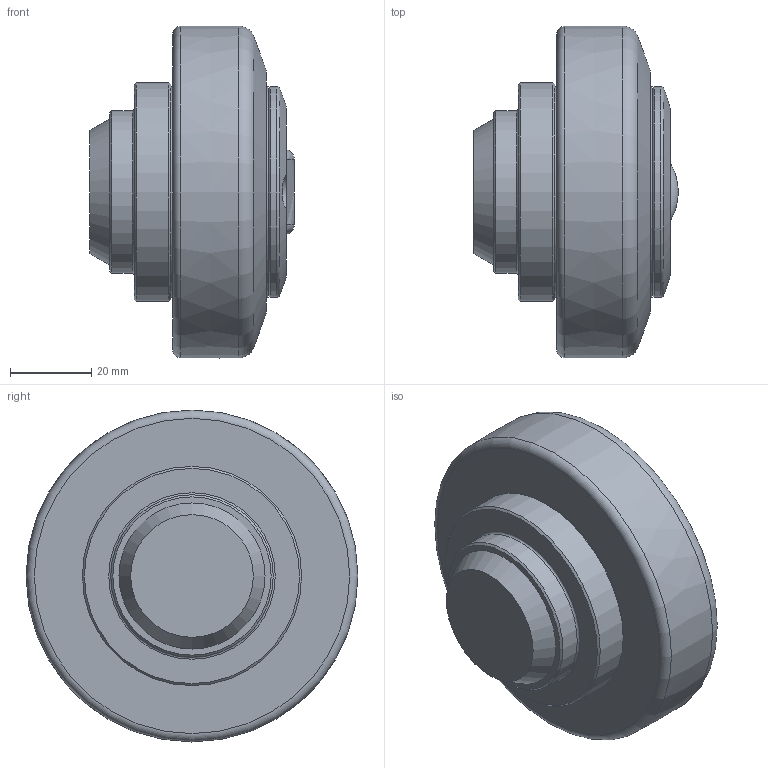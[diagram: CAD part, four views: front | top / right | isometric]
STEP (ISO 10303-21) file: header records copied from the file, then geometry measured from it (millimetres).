
FILE_DESCRIPTION(/* description */ ('-','CAx-IF Rec.Pracs.---Representation and Presentation of Product Manufacturing Information (PMI)---4.0---2014-10-13'),/* implementation_level */ '2;1');
FILE_NAME(/* name */ '5bae1b27-d890-43c3-9694-dda6a5a2eda8.stp',/* time_stamp */ '2020-04-01T16:16:15+02:00',/* author */ ('-'),/* organization */ ('NTI CADcenter A/S'),/* preprocessor_version */ 'ST-DEVELOPER v18',/* originating_system */ 'Autodesk Inventor 2020',/* authorisation */ '-');
FILE_SCHEMA (('AP242_MANAGED_MODEL_BASED_3D_ENGINEERING_MIM_LF { 1 0 10303 442 1 1 4 }'));
Length unit declared in the file: millimetre
Products named in the file (1): PT 080.0320_Kontur
Bounding box: 50.5 x 81.79 x 81.8 mm (x, y, z)
Volume: 157724.3 mm3; surface area: 21432.8 mm2
Topology: 1 solids, 1 shells, 93 faces, 257 edges, 175 vertices
Faces by surface type: plane 42, cylinder 28, cone 13, torus 8, bspline 2
Full cylindrical faces by diameter (mm): 4 x2, 4.5 x2, 8 x2, 8.6 x2, 40 x1, 46.2 x1, 52 x3, 54 x1
Entity records: 3198 total; most frequent: CARTESIAN_POINT 638, DIRECTION 559, ORIENTED_EDGE 514, EDGE_CURVE 257, AXIS2_PLACEMENT_3D 218, VERTEX_POINT 175, LINE 123, VECTOR 123
